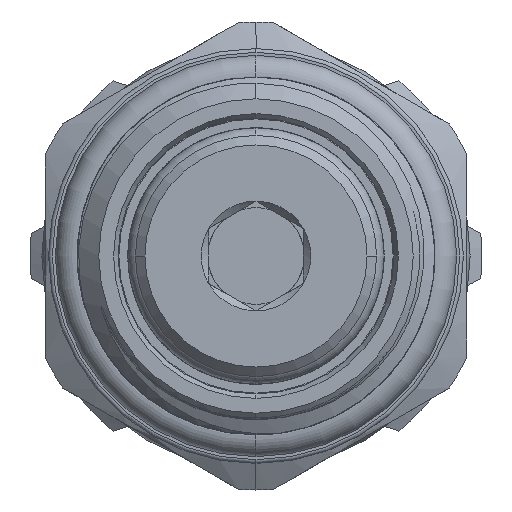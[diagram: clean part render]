
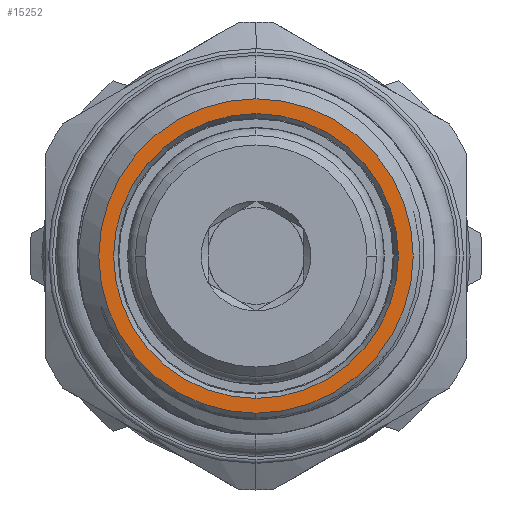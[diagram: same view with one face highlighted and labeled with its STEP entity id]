
A CAD part, left-side view. The second image highlights one B-rep face of the part: STEP entity #15252.
In plain terms, the highlighted planar face has unit normal (-1, 0, 0).
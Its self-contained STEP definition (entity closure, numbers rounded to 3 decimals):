
#263 = CARTESIAN_POINT ( 'NONE',  ( -44.4, 0., 0. ) ) ;
#264 = DIRECTION ( 'NONE',  ( -1., 0., 0. ) ) ;
#265 = DIRECTION ( 'NONE',  ( 0., 0., -1. ) ) ;
#2119 = AXIS2_PLACEMENT_3D ( 'NONE', #9518, #9523, #9524 ) ;
#2207 = AXIS2_PLACEMENT_3D ( 'NONE', #11742, #11745, #11747 ) ;
#2247 = EDGE_CURVE ( 'NONE', #8870, #8735, #12188, .T. ) ;
#2266 = AXIS2_PLACEMENT_3D ( 'NONE', #263, #264, #265 ) ;
#2292 = AXIS2_PLACEMENT_3D ( 'NONE', #4063, #4064, #4065 ) ;
#2294 = AXIS2_PLACEMENT_3D ( 'NONE', #4101, #4102, #4103 ) ;
#2891 = EDGE_CURVE ( 'NONE', #5908, #5907, #6953, .T. ) ;
#3064 = EDGE_CURVE ( 'NONE', #8735, #8870, #7299, .T. ) ;
#3067 = EDGE_CURVE ( 'NONE', #5907, #5908, #7315, .T. ) ;
#4063 = CARTESIAN_POINT ( 'NONE',  ( -44.4, 0., 0. ) ) ;
#4064 = DIRECTION ( 'NONE',  ( -1., 0., 0. ) ) ;
#4065 = DIRECTION ( 'NONE',  ( 0., 0., -1. ) ) ;
#4101 = CARTESIAN_POINT ( 'NONE',  ( -44.4, 0., 0. ) ) ;
#4102 = DIRECTION ( 'NONE',  ( -1., 0., 0. ) ) ;
#4103 = DIRECTION ( 'NONE',  ( 0., 0., -1. ) ) ;
#5390 = EDGE_LOOP ( 'NONE', ( #8517, #8372 ) ) ;
#5907 = VERTEX_POINT ( 'NONE', #9119 ) ;
#5908 = VERTEX_POINT ( 'NONE', #9121 ) ;
#6953 = CIRCLE ( 'NONE', #2266, 7.5 ) ;
#7299 = CIRCLE ( 'NONE', #2292, 8.28 ) ;
#7315 = CIRCLE ( 'NONE', #2294, 7.5 ) ;
#7506 = FACE_OUTER_BOUND ( 'NONE', #5390, .T. ) ;
#7512 = FACE_BOUND ( 'NONE', #12744, .T. ) ;
#8323 = ORIENTED_EDGE ( 'NONE', *, *, #2891, .F. ) ;
#8369 = ORIENTED_EDGE ( 'NONE', *, *, #3067, .F. ) ;
#8372 = ORIENTED_EDGE ( 'NONE', *, *, #2247, .T. ) ;
#8517 = ORIENTED_EDGE ( 'NONE', *, *, #3064, .T. ) ;
#8735 = VERTEX_POINT ( 'NONE', #9242 ) ;
#8870 = VERTEX_POINT ( 'NONE', #9277 ) ;
#9119 = CARTESIAN_POINT ( 'NONE',  ( -44.4, 0., -7.5 ) ) ;
#9121 = CARTESIAN_POINT ( 'NONE',  ( -44.4, 0., 7.5 ) ) ;
#9242 = CARTESIAN_POINT ( 'NONE',  ( -44.4, 0., 8.28 ) ) ;
#9277 = CARTESIAN_POINT ( 'NONE',  ( -44.4, 0., -8.28 ) ) ;
#9518 = CARTESIAN_POINT ( 'NONE',  ( -44.4, 0., 0. ) ) ;
#9521 = PLANE ( 'NONE',  #2119 ) ;
#9523 = DIRECTION ( 'NONE',  ( 1., 0., 0. ) ) ;
#9524 = DIRECTION ( 'NONE',  ( 0., 0., 1. ) ) ;
#11742 = CARTESIAN_POINT ( 'NONE',  ( -44.4, 0., 0. ) ) ;
#11745 = DIRECTION ( 'NONE',  ( -1., 0., 0. ) ) ;
#11747 = DIRECTION ( 'NONE',  ( 0., 0., -1. ) ) ;
#12188 = CIRCLE ( 'NONE', #2207, 8.28 ) ;
#12744 = EDGE_LOOP ( 'NONE', ( #8369, #8323 ) ) ;
#15252 = ADVANCED_FACE ( 'NONE', ( #7506, #7512 ), #9521, .F. ) ;
